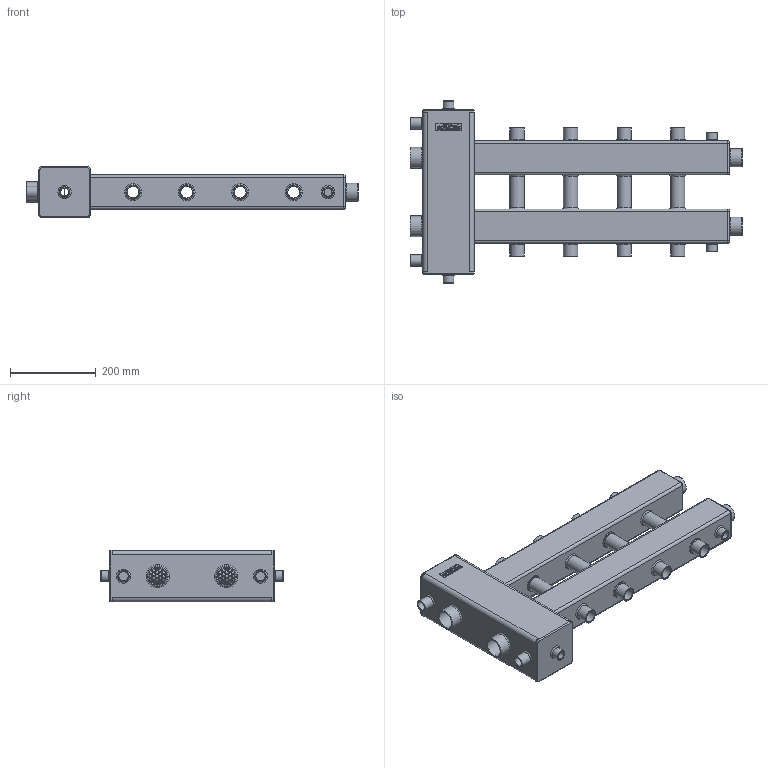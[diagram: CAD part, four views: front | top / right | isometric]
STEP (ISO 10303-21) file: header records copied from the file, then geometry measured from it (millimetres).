
FILE_DESCRIPTION(('STEP AP203'), '1');
FILE_NAME('BM-150-5DU.10', '', ('UNSPECIFIED'), ('UNSPECIFIED'), 'ASCON STEP Converter 1.6', 'ASCON Math Kernel', '');
FILE_SCHEMA(('CONFIG_CONTROL_DESIGN'));
Length unit declared in the file: millimetre
Bounding box: 775 x 425 x 120.55 mm (x, y, z)
Volume: 2236613.1 mm3; surface area: 1369445.5 mm2
Topology: 1 solids, 1 shells, 818 faces, 2192 edges, 1440 vertices
Faces by surface type: cylinder 335, plane 212, bspline 187, cone 58, torus 26
Full cylindrical faces by diameter (mm): 7.5 x210, 18.632 x4, 22 x2, 24 x2, 25 x6, 26.8 x2, 27.5 x8, 30 x8, 33.5 x16, 34 x8, 36.3 x2, 40 x2, 42 x2, 42.3 x2, 46 x2, 48 x2, 72 x2
Entity records: 37607 total; most frequent: CARTESIAN_POINT 12003, ORIENTED_EDGE 3656, DIRECTION 3268, EDGE_CURVE 1828, EDGE_LOOP 1722, VERTEX_POINT 1440, AXIS2_PLACEMENT_3D 1356, FACE_BOUND 1034
